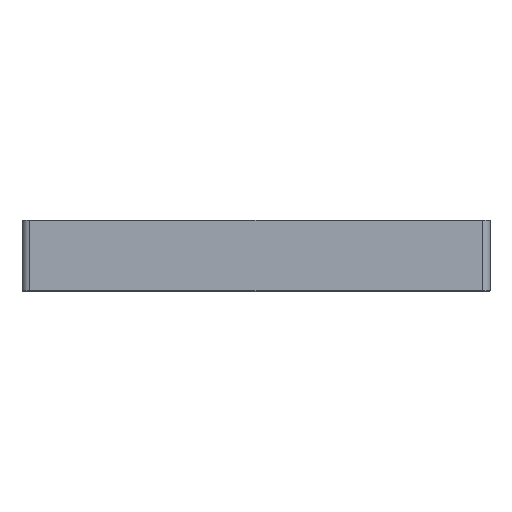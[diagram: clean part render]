
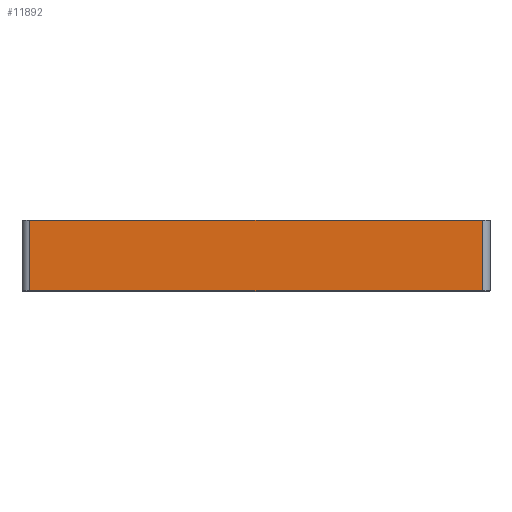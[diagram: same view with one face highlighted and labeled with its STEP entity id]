
A CAD part, front view. The second image highlights one B-rep face of the part: STEP entity #11892.
In plain terms, the highlighted planar face has unit normal (0, -1, 0).
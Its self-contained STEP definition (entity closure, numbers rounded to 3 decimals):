
#448=PLANE('',#13005);
#1139=FACE_OUTER_BOUND('',#1846,.T.);
#1846=EDGE_LOOP('',(#10050,#10051,#10052,#10053));
#3473=LINE('',#28384,#4276);
#3479=LINE('',#28401,#4282);
#3480=LINE('',#28405,#4283);
#3481=LINE('',#28406,#4284);
#4276=VECTOR('',#15572,10.);
#4282=VECTOR('',#15592,10.);
#4283=VECTOR('',#15597,10.);
#4284=VECTOR('',#15598,10.);
#5482=VERTEX_POINT('',#28378);
#5483=VERTEX_POINT('',#28382);
#5487=VERTEX_POINT('',#28400);
#5488=VERTEX_POINT('',#28404);
#7077=EDGE_CURVE('',#5482,#5483,#3473,.T.);
#7085=EDGE_CURVE('',#5487,#5483,#3479,.T.);
#7087=EDGE_CURVE('',#5488,#5482,#3480,.T.);
#7088=EDGE_CURVE('',#5488,#5487,#3481,.T.);
#10050=ORIENTED_EDGE('',*,*,#7077,.F.);
#10051=ORIENTED_EDGE('',*,*,#7087,.F.);
#10052=ORIENTED_EDGE('',*,*,#7088,.T.);
#10053=ORIENTED_EDGE('',*,*,#7085,.T.);
#11892=ADVANCED_FACE('',(#1139),#448,.T.);
#13005=AXIS2_PLACEMENT_3D('',#28403,#15595,#15596);
#15572=DIRECTION('',(-1.,0.,0.));
#15592=DIRECTION('',(0.,0.,-1.));
#15595=DIRECTION('center_axis',(0.,-1.,0.));
#15596=DIRECTION('ref_axis',(1.,0.,0.));
#15597=DIRECTION('',(0.,0.,-1.));
#15598=DIRECTION('',(-1.,0.,0.));
#28378=CARTESIAN_POINT('',(56.95,17.8,-85.696));
#28382=CARTESIAN_POINT('',(-56.95,17.8,-85.696));
#28384=CARTESIAN_POINT('',(-29.475,17.8,-85.696));
#28400=CARTESIAN_POINT('',(-56.95,17.8,-67.896));
#28401=CARTESIAN_POINT('',(-56.95,17.8,-87.896));
#28403=CARTESIAN_POINT('Origin',(-58.95,17.8,-87.896));
#28404=CARTESIAN_POINT('',(56.95,17.8,-67.896));
#28405=CARTESIAN_POINT('',(56.95,17.8,-87.896));
#28406=CARTESIAN_POINT('',(29.475,17.8,-67.896));
